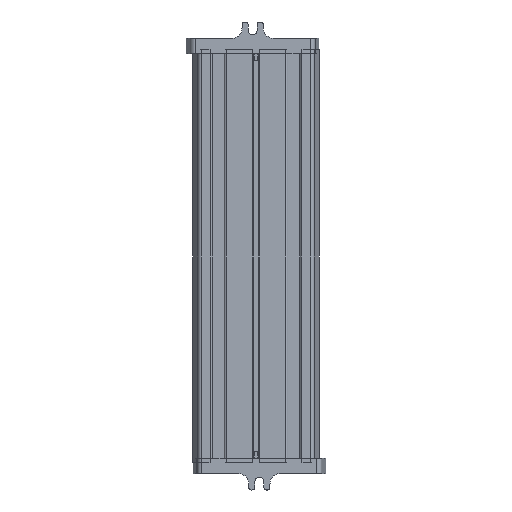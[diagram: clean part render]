
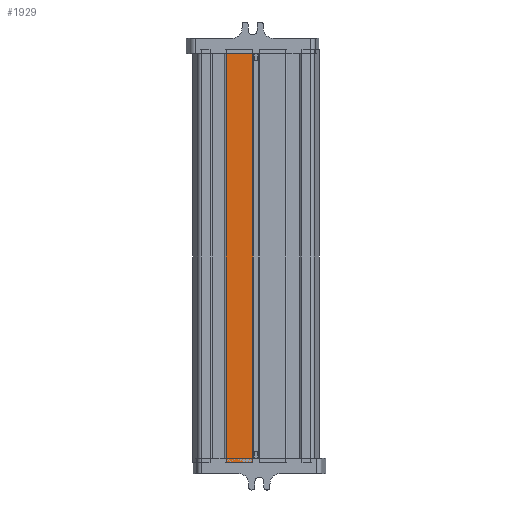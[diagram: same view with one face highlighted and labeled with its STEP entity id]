
A CAD part, front view. The second image highlights one B-rep face of the part: STEP entity #1929.
In plain terms, the highlighted planar face has unit normal (0, -1, 0).
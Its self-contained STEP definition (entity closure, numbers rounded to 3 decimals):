
#135 = FACE_OUTER_BOUND ( 'NONE', #1619, .T. ) ;
#450 = LINE ( 'NONE', #6584, #4570 ) ;
#789 = ORIENTED_EDGE ( 'NONE', *, *, #2930, .F. ) ;
#861 = VERTEX_POINT ( 'NONE', #7798 ) ;
#1619 = EDGE_LOOP ( 'NONE', ( #5859, #789, #1768, #8305 ) ) ;
#1768 = ORIENTED_EDGE ( 'NONE', *, *, #3226, .T. ) ;
#1820 = DIRECTION ( 'NONE',  ( 1., 0., 0. ) ) ;
#1851 = CARTESIAN_POINT ( 'NONE',  ( -1.25, -15.55, -121. ) ) ;
#1929 = ADVANCED_FACE ( 'NONE', ( #135 ), #3159, .T. ) ;
#2411 = CARTESIAN_POINT ( 'NONE',  ( -10.8, -15.55, -121. ) ) ;
#2520 = VECTOR ( 'NONE', #3711, 1000. ) ;
#2572 = DIRECTION ( 'NONE',  ( 0., 0., -1. ) ) ;
#2583 = DIRECTION ( 'NONE',  ( 0., 0., 1. ) ) ;
#2930 = EDGE_CURVE ( 'NONE', #7779, #4838, #450, .T. ) ;
#3001 = VECTOR ( 'NONE', #2583, 1000. ) ;
#3145 = LINE ( 'NONE', #7726, #5117 ) ;
#3159 = PLANE ( 'NONE',  #6328 ) ;
#3169 = CARTESIAN_POINT ( 'NONE',  ( -1.25, -15.55, -121. ) ) ;
#3226 = EDGE_CURVE ( 'NONE', #7779, #5810, #8276, .T. ) ;
#3711 = DIRECTION ( 'NONE',  ( 1., 0., 0. ) ) ;
#4229 = CARTESIAN_POINT ( 'NONE',  ( -10.8, -15.55, 29. ) ) ;
#4341 = EDGE_CURVE ( 'NONE', #5810, #861, #6082, .T. ) ;
#4570 = VECTOR ( 'NONE', #5926, 1000. ) ;
#4838 = VERTEX_POINT ( 'NONE', #4229 ) ;
#5117 = VECTOR ( 'NONE', #1820, 1000. ) ;
#5810 = VERTEX_POINT ( 'NONE', #1851 ) ;
#5829 = CARTESIAN_POINT ( 'NONE',  ( -10.8, -15.55, -121. ) ) ;
#5859 = ORIENTED_EDGE ( 'NONE', *, *, #6259, .F. ) ;
#5926 = DIRECTION ( 'NONE',  ( 0., 0., 1. ) ) ;
#6026 = CARTESIAN_POINT ( 'NONE',  ( -10.8, -15.55, -121. ) ) ;
#6082 = LINE ( 'NONE', #3169, #3001 ) ;
#6259 = EDGE_CURVE ( 'NONE', #4838, #861, #3145, .T. ) ;
#6328 = AXIS2_PLACEMENT_3D ( 'NONE', #5829, #8526, #2572 ) ;
#6584 = CARTESIAN_POINT ( 'NONE',  ( -10.8, -15.55, -121. ) ) ;
#7726 = CARTESIAN_POINT ( 'NONE',  ( -10.8, -15.55, 29. ) ) ;
#7779 = VERTEX_POINT ( 'NONE', #6026 ) ;
#7798 = CARTESIAN_POINT ( 'NONE',  ( -1.25, -15.55, 29. ) ) ;
#8276 = LINE ( 'NONE', #2411, #2520 ) ;
#8305 = ORIENTED_EDGE ( 'NONE', *, *, #4341, .T. ) ;
#8526 = DIRECTION ( 'NONE',  ( 0., -1., 0. ) ) ;
